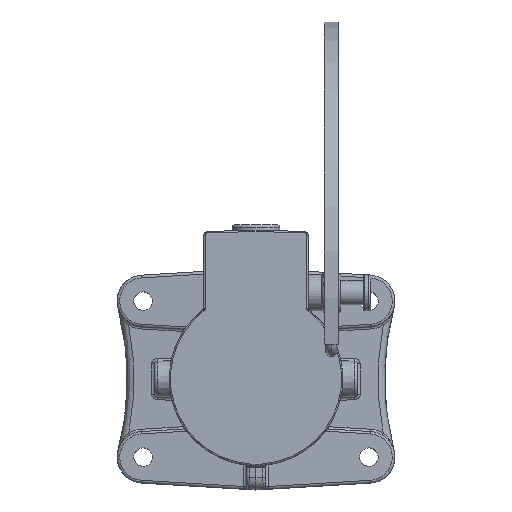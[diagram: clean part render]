
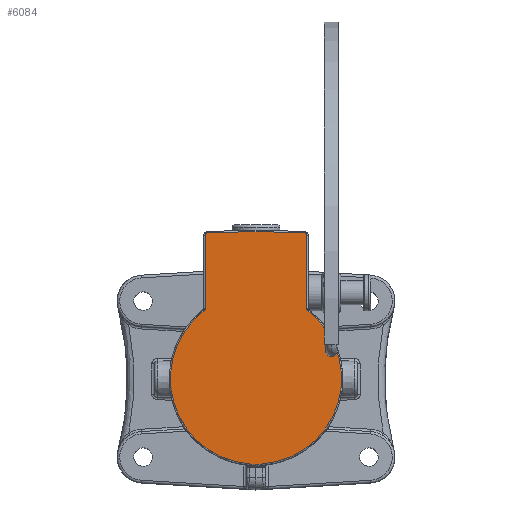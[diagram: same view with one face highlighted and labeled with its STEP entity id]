
A CAD part, top view. The second image highlights one B-rep face of the part: STEP entity #6084.
In plain terms, the highlighted planar face has unit normal (0, 0, 1).
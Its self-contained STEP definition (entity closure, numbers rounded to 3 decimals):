
#624=B_SPLINE_CURVE_WITH_KNOTS('',3,(#13860,#13861,#13862,#13863,#13864,
#13865,#13866,#13867,#13868,#13869,#13870,#13871,#13872,#13873,#13874),
 .UNSPECIFIED.,.F.,.F.,(4,1,1,1,1,1,1,1,1,1,1,1,4),(-0.938,
-0.905,-0.871,-0.804,-0.67,
-0.536,-0.469,-0.402,-0.268,
-0.134,-0.067,-0.034,0.),
 .UNSPECIFIED.);
#893=CIRCLE('',#6673,62.5);
#896=CIRCLE('',#6678,62.5);
#898=CIRCLE('',#6681,2.);
#899=CIRCLE('',#6682,2.);
#1306=FACE_OUTER_BOUND('',#1726,.T.);
#1726=EDGE_LOOP('',(#4708,#4709,#4710,#4711,#4712,#4713,#4714,#4715,#4716));
#2089=LINE('',#13762,#2295);
#2090=LINE('',#13876,#2296);
#2091=LINE('',#13880,#2297);
#2092=LINE('',#13882,#2298);
#2295=VECTOR('',#7915,10.);
#2296=VECTOR('',#7938,10.);
#2297=VECTOR('',#7941,10.);
#2298=VECTOR('',#7942,10.);
#2677=VERTEX_POINT('',#13681);
#2678=VERTEX_POINT('',#13761);
#2679=VERTEX_POINT('',#13765);
#2680=VERTEX_POINT('',#13801);
#2681=VERTEX_POINT('',#13856);
#2682=VERTEX_POINT('',#13875);
#2683=VERTEX_POINT('',#13877);
#2684=VERTEX_POINT('',#13879);
#2685=VERTEX_POINT('',#13881);
#3387=EDGE_CURVE('',#2677,#2678,#2089,.T.);
#3390=EDGE_CURVE('',#2679,#2677,#893,.T.);
#3396=EDGE_CURVE('',#2680,#2681,#896,.T.);
#3398=EDGE_CURVE('',#2681,#2679,#624,.T.);
#3399=EDGE_CURVE('',#2682,#2680,#2090,.T.);
#3400=EDGE_CURVE('',#2683,#2682,#898,.T.);
#3401=EDGE_CURVE('',#2684,#2683,#2091,.T.);
#3402=EDGE_CURVE('',#2685,#2684,#2092,.T.);
#3403=EDGE_CURVE('',#2678,#2685,#899,.T.);
#4708=ORIENTED_EDGE('',*,*,#3390,.F.);
#4709=ORIENTED_EDGE('',*,*,#3398,.F.);
#4710=ORIENTED_EDGE('',*,*,#3396,.F.);
#4711=ORIENTED_EDGE('',*,*,#3399,.F.);
#4712=ORIENTED_EDGE('',*,*,#3400,.F.);
#4713=ORIENTED_EDGE('',*,*,#3401,.F.);
#4714=ORIENTED_EDGE('',*,*,#3402,.F.);
#4715=ORIENTED_EDGE('',*,*,#3403,.F.);
#4716=ORIENTED_EDGE('',*,*,#3387,.F.);
#5567=PLANE('',#6680);
#6084=ADVANCED_FACE('',(#1306),#5567,.T.);
#6673=AXIS2_PLACEMENT_3D('',#13767,#7922,#7923);
#6678=AXIS2_PLACEMENT_3D('',#13857,#7932,#7933);
#6680=AXIS2_PLACEMENT_3D('',#13859,#7936,#7937);
#6681=AXIS2_PLACEMENT_3D('',#13878,#7939,#7940);
#6682=AXIS2_PLACEMENT_3D('',#13883,#7943,#7944);
#7915=DIRECTION('',(0.,1.,0.));
#7922=DIRECTION('center_axis',(0.,0.,-1.));
#7923=DIRECTION('ref_axis',(-0.955,-0.297,0.));
#7932=DIRECTION('center_axis',(0.,0.,-1.));
#7933=DIRECTION('ref_axis',(0.955,-0.297,0.));
#7936=DIRECTION('center_axis',(0.,0.,1.));
#7937=DIRECTION('ref_axis',(1.,0.,0.));
#7938=DIRECTION('',(0.,-1.,0.));
#7939=DIRECTION('center_axis',(0.,0.,-1.));
#7940=DIRECTION('ref_axis',(0.716,0.698,0.));
#7941=DIRECTION('',(1.,-0.026,0.));
#7942=DIRECTION('',(1.,0.026,0.));
#7943=DIRECTION('center_axis',(0.,0.,-1.));
#7944=DIRECTION('ref_axis',(-0.716,0.698,0.));
#13681=CARTESIAN_POINT('',(-37.25,50.187,87.));
#13761=CARTESIAN_POINT('',(-37.25,104.576,87.));
#13762=CARTESIAN_POINT('',(-37.25,25.344,87.));
#13765=CARTESIAN_POINT('',(-4.636,-62.328,87.));
#13767=CARTESIAN_POINT('Origin',(0.,0.,87.));
#13801=CARTESIAN_POINT('',(37.25,50.187,87.));
#13856=CARTESIAN_POINT('',(4.636,-62.328,87.));
#13857=CARTESIAN_POINT('Origin',(0.,0.,87.));
#13859=CARTESIAN_POINT('Origin',(0.,0.,87.));
#13860=CARTESIAN_POINT('Ctrl Pts',(4.636,-62.328,87.));
#13861=CARTESIAN_POINT('Ctrl Pts',(4.525,-62.336,87.));
#13862=CARTESIAN_POINT('Ctrl Pts',(4.302,-62.357,87.));
#13863=CARTESIAN_POINT('Ctrl Pts',(3.859,-62.415,87.));
#13864=CARTESIAN_POINT('Ctrl Pts',(3.088,-62.547,87.));
#13865=CARTESIAN_POINT('Ctrl Pts',(1.997,-62.786,87.));
#13866=CARTESIAN_POINT('Ctrl Pts',(0.894,-62.97,
87.));
#13867=CARTESIAN_POINT('Ctrl Pts',(0.,-63.01,
87.));
#13868=CARTESIAN_POINT('Ctrl Pts',(-0.894,-62.97,
87.));
#13869=CARTESIAN_POINT('Ctrl Pts',(-1.998,-62.786,
87.));
#13870=CARTESIAN_POINT('Ctrl Pts',(-3.088,-62.547,
87.));
#13871=CARTESIAN_POINT('Ctrl Pts',(-3.859,-62.414,
87.));
#13872=CARTESIAN_POINT('Ctrl Pts',(-4.303,-62.357,
87.));
#13873=CARTESIAN_POINT('Ctrl Pts',(-4.525,-62.336,
87.));
#13874=CARTESIAN_POINT('Ctrl Pts',(-4.636,-62.328,
87.));
#13875=CARTESIAN_POINT('',(37.25,104.576,87.));
#13876=CARTESIAN_POINT('',(37.25,54.25,87.));
#13877=CARTESIAN_POINT('',(35.302,106.575,87.));
#13878=CARTESIAN_POINT('Origin',(35.25,104.576,87.));
#13879=CARTESIAN_POINT('',(0.,107.5,87.));
#13880=CARTESIAN_POINT('',(-17.725,107.964,87.));
#13881=CARTESIAN_POINT('',(-35.302,106.575,87.));
#13882=CARTESIAN_POINT('',(-20.512,106.963,87.));
#13883=CARTESIAN_POINT('Origin',(-35.25,104.576,87.));
